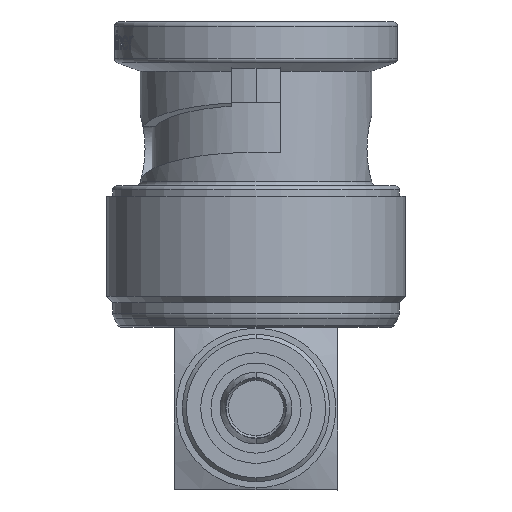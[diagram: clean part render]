
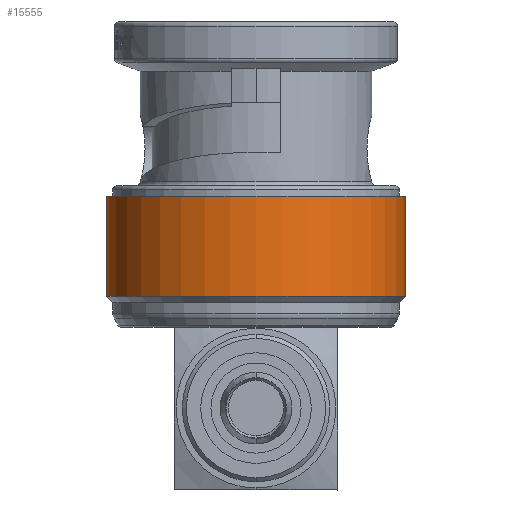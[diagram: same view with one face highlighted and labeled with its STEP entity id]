
A CAD part, front view. The second image highlights one B-rep face of the part: STEP entity #15555.
In plain terms, the highlighted cylindrical face has radius 7.3 mm (diameter 14.6 mm), a partial arc.
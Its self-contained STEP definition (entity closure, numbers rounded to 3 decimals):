
#78 = EDGE_LOOP ( 'NONE', ( #3518, #589, #3321, #6836 ) ) ;
#582 = CARTESIAN_POINT ( 'NONE',  ( 7.3, 0., 2.634 ) ) ;
#589 = ORIENTED_EDGE ( 'NONE', *, *, #10886, .T. ) ;
#715 = AXIS2_PLACEMENT_3D ( 'NONE', #926, #10079, #2257 ) ;
#842 = AXIS2_PLACEMENT_3D ( 'NONE', #13069, #5270, #14373 ) ;
#926 = CARTESIAN_POINT ( 'NONE',  ( 0., 0., -7.65 ) ) ;
#2257 = DIRECTION ( 'NONE',  ( 1., 0., 0. ) ) ;
#2450 = DIRECTION ( 'NONE',  ( 0., 0., 1. ) ) ;
#2652 = VERTEX_POINT ( 'NONE', #12448 ) ;
#2852 = EDGE_CURVE ( 'NONE', #5196, #14759, #14182, .T. ) ;
#3161 = CARTESIAN_POINT ( 'NONE',  ( 0., 0., 2.634 ) ) ;
#3321 = ORIENTED_EDGE ( 'NONE', *, *, #11906, .T. ) ;
#3518 = ORIENTED_EDGE ( 'NONE', *, *, #2852, .F. ) ;
#3960 = FACE_OUTER_BOUND ( 'NONE', #78, .T. ) ;
#5196 = VERTEX_POINT ( 'NONE', #5769 ) ;
#5270 = DIRECTION ( 'NONE',  ( 0., 0., 1. ) ) ;
#5769 = CARTESIAN_POINT ( 'NONE',  ( -7.3, 0., -12.55 ) ) ;
#6836 = ORIENTED_EDGE ( 'NONE', *, *, #7379, .F. ) ;
#7379 = EDGE_CURVE ( 'NONE', #14759, #2652, #13366, .T. ) ;
#7672 = CARTESIAN_POINT ( 'NONE',  ( -7.3, 0., 2.634 ) ) ;
#9273 = CYLINDRICAL_SURFACE ( 'NONE', #13543, 7.3 ) ;
#9619 = DIRECTION ( 'NONE',  ( 0., 0., 1. ) ) ;
#10054 = CARTESIAN_POINT ( 'NONE',  ( 7.3, 0., -12.55 ) ) ;
#10079 = DIRECTION ( 'NONE',  ( 0., 0., 1. ) ) ;
#10652 = CIRCLE ( 'NONE', #842, 7.3 ) ;
#10707 = VERTEX_POINT ( 'NONE', #10054 ) ;
#10751 = VECTOR ( 'NONE', #2450, 1000. ) ;
#10886 = EDGE_CURVE ( 'NONE', #5196, #10707, #10652, .T. ) ;
#11048 = DIRECTION ( 'NONE',  ( 1., 0., 0. ) ) ;
#11118 = DIRECTION ( 'NONE',  ( 0., 0., 1. ) ) ;
#11906 = EDGE_CURVE ( 'NONE', #10707, #2652, #12836, .T. ) ;
#12448 = CARTESIAN_POINT ( 'NONE',  ( 7.3, 0., -7.65 ) ) ;
#12836 = LINE ( 'NONE', #582, #15863 ) ;
#13069 = CARTESIAN_POINT ( 'NONE',  ( 0., 0., -12.55 ) ) ;
#13366 = CIRCLE ( 'NONE', #715, 7.3 ) ;
#13543 = AXIS2_PLACEMENT_3D ( 'NONE', #3161, #9619, #11048 ) ;
#13715 = CARTESIAN_POINT ( 'NONE',  ( -7.3, 0., -7.65 ) ) ;
#14182 = LINE ( 'NONE', #7672, #10751 ) ;
#14373 = DIRECTION ( 'NONE',  ( 1., 0., 0. ) ) ;
#14759 = VERTEX_POINT ( 'NONE', #13715 ) ;
#15555 = ADVANCED_FACE ( 'NONE', ( #3960 ), #9273, .T. ) ;
#15863 = VECTOR ( 'NONE', #11118, 1000. ) ;
